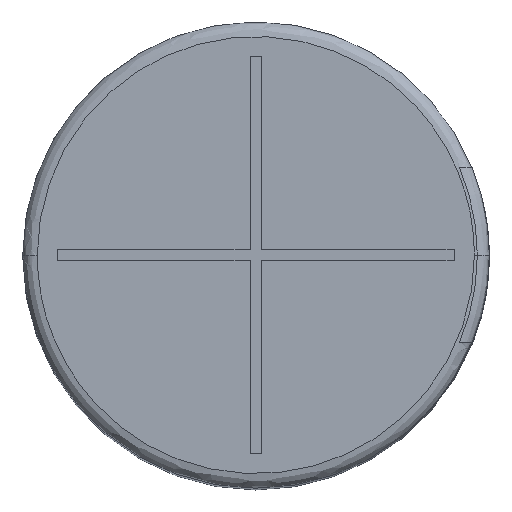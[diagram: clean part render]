
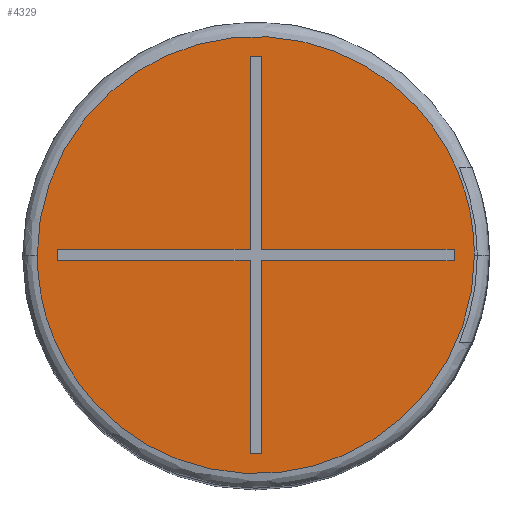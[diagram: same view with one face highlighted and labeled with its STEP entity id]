
A CAD part, top view. The second image highlights one B-rep face of the part: STEP entity #4329.
In plain terms, the highlighted planar face has unit normal (0, 0, 1).
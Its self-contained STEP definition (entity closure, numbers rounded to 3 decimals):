
#5 = LINE ( 'NONE', #1372, #2297 ) ;
#36 = CARTESIAN_POINT ( 'NONE',  ( 0., 0., 35.5 ) ) ;
#79 = ORIENTED_EDGE ( 'NONE', *, *, #1395, .F. ) ;
#217 = CARTESIAN_POINT ( 'NONE',  ( 7.5, -15., 35.5 ) ) ;
#283 = LINE ( 'NONE', #564, #4052 ) ;
#295 = FACE_BOUND ( 'NONE', #390, .T. ) ;
#296 = ORIENTED_EDGE ( 'NONE', *, *, #3593, .F. ) ;
#306 = VERTEX_POINT ( 'NONE', #1428 ) ;
#346 = EDGE_CURVE ( 'NONE', #1017, #2813, #663, .T. ) ;
#390 = EDGE_LOOP ( 'NONE', ( #296, #1848, #2370, #2068, #3427, #3068, #2803, #3805, #4156, #3442, #2001, #79 ) ) ;
#500 = VECTOR ( 'NONE', #3256, 1000. ) ;
#564 = CARTESIAN_POINT ( 'NONE',  ( 0., -0.2, 35.5 ) ) ;
#613 = CARTESIAN_POINT ( 'NONE',  ( 6.8, 0., 35.5 ) ) ;
#663 = LINE ( 'NONE', #3011, #866 ) ;
#698 = CARTESIAN_POINT ( 'NONE',  ( -0.2, 0., 35.5 ) ) ;
#810 = CARTESIAN_POINT ( 'NONE',  ( 0.2, 6.8, 35.5 ) ) ;
#828 = VERTEX_POINT ( 'NONE', #2320 ) ;
#840 = VERTEX_POINT ( 'NONE', #964 ) ;
#849 = DIRECTION ( 'NONE',  ( 0., -1., 0. ) ) ;
#866 = VECTOR ( 'NONE', #3712, 1000. ) ;
#964 = CARTESIAN_POINT ( 'NONE',  ( -6.8, 0.2, 35.5 ) ) ;
#980 = LINE ( 'NONE', #2075, #1033 ) ;
#986 = CARTESIAN_POINT ( 'NONE',  ( -7.5, 15., 35.5 ) ) ;
#1017 = VERTEX_POINT ( 'NONE', #810 ) ;
#1033 = VECTOR ( 'NONE', #3735, 1000. ) ;
#1247 = CARTESIAN_POINT ( 'NONE',  ( -7.5, 0., 35.5 ) ) ;
#1266 = CARTESIAN_POINT ( 'NONE',  ( 7.5, 0., 35.5 ) ) ;
#1300 = VECTOR ( 'NONE', #3439, 1000. ) ;
#1310 = EDGE_CURVE ( 'NONE', #1916, #306, #3522, .T. ) ;
#1327 = CARTESIAN_POINT ( 'NONE',  ( -7.5, -15., 35.5 ) ) ;
#1372 = CARTESIAN_POINT ( 'NONE',  ( -6.8, 0., 35.5 ) ) ;
#1395 = EDGE_CURVE ( 'NONE', #3799, #2455, #2577, .T. ) ;
#1399 = CARTESIAN_POINT ( 'NONE',  ( 0.2, -0.2, 35.5 ) ) ;
#1400 = DIRECTION ( 'NONE',  ( 0., 1., 0. ) ) ;
#1420 = EDGE_CURVE ( 'NONE', #3853, #4154, #1985, .T. ) ;
#1428 = CARTESIAN_POINT ( 'NONE',  ( -7.5, 0., 35.5 ) ) ;
#1513 = LINE ( 'NONE', #2893, #1518 ) ;
#1516 = VERTEX_POINT ( 'NONE', #1399 ) ;
#1518 = VECTOR ( 'NONE', #1595, 1000. ) ;
#1540 = CARTESIAN_POINT ( 'NONE',  ( -0.2, -0.2, 35.5 ) ) ;
#1574 = LINE ( 'NONE', #2933, #3845 ) ;
#1595 = DIRECTION ( 'NONE',  ( 1., 0., 0. ) ) ;
#1611 = CARTESIAN_POINT ( 'NONE',  ( 6.8, 0.2, 35.5 ) ) ;
#1628 = CARTESIAN_POINT ( 'NONE',  ( -7.5, 0., 35.5 ) ) ;
#1640 = CARTESIAN_POINT ( 'NONE',  ( 0., -0.2, 35.5 ) ) ;
#1643 = CARTESIAN_POINT ( 'NONE',  ( 0.2, 0.2, 35.5 ) ) ;
#1659 = DIRECTION ( 'NONE',  ( 0., 1., 0. ) ) ;
#1785 = CARTESIAN_POINT ( 'NONE',  ( -0.2, 0.2, 35.5 ) ) ;
#1806 = VECTOR ( 'NONE', #2446, 1000. ) ;
#1848 = ORIENTED_EDGE ( 'NONE', *, *, #2197, .F. ) ;
#1850 = CARTESIAN_POINT ( 'NONE',  ( -0.2, -6.8, 35.5 ) ) ;
#1883 = EDGE_CURVE ( 'NONE', #2455, #3129, #3505, .T. ) ;
#1908 = VERTEX_POINT ( 'NONE', #1850 ) ;
#1916 = VERTEX_POINT ( 'NONE', #3779 ) ;
#1921 = CARTESIAN_POINT ( 'NONE',  ( 7.5, 0., 35.5 ) ) ;
#1985 = LINE ( 'NONE', #1640, #500 ) ;
#1998 = EDGE_CURVE ( 'NONE', #1908, #828, #1513, .T. ) ;
#1999 = EDGE_CURVE ( 'NONE', #4154, #1908, #1574, .T. ) ;
#2001 = ORIENTED_EDGE ( 'NONE', *, *, #1883, .F. ) ;
#2021 = LINE ( 'NONE', #698, #3208 ) ;
#2068 = ORIENTED_EDGE ( 'NONE', *, *, #1999, .F. ) ;
#2075 = CARTESIAN_POINT ( 'NONE',  ( 0., 0.2, 35.5 ) ) ;
#2126 = CARTESIAN_POINT ( 'NONE',  ( 6.8, -0.2, 35.5 ) ) ;
#2197 = EDGE_CURVE ( 'NONE', #828, #1516, #2751, .T. ) ;
#2247 = DIRECTION ( 'NONE',  ( 0., 1., 0. ) ) ;
#2297 = VECTOR ( 'NONE', #2700, 1000. ) ;
#2320 = CARTESIAN_POINT ( 'NONE',  ( 0.2, -6.8, 35.5 ) ) ;
#2357 = VECTOR ( 'NONE', #1659, 1000. ) ;
#2370 = ORIENTED_EDGE ( 'NONE', *, *, #1998, .F. ) ;
#2376 = EDGE_LOOP ( 'NONE', ( #2716, #2448 ) ) ;
#2407 = CARTESIAN_POINT ( 'NONE',  ( -0.2, 6.8, 35.5 ) ) ;
#2446 = DIRECTION ( 'NONE',  ( 0., 1., 0. ) ) ;
#2448 = ORIENTED_EDGE ( 'NONE', *, *, #3592, .F. ) ;
#2455 = VERTEX_POINT ( 'NONE', #1611 ) ;
#2512 = AXIS2_PLACEMENT_3D ( 'NONE', #36, #3029, #1400 ) ;
#2577 = LINE ( 'NONE', #613, #3455 ) ;
#2674 = DIRECTION ( 'NONE',  ( 0., -1., 0. ) ) ;
#2700 = DIRECTION ( 'NONE',  ( 0., -1., 0. ) ) ;
#2716 = ORIENTED_EDGE ( 'NONE', *, *, #1310, .F. ) ;
#2723 = LINE ( 'NONE', #3384, #2357 ) ;
#2751 = LINE ( 'NONE', #3456, #1806 ) ;
#2803 = ORIENTED_EDGE ( 'NONE', *, *, #3971, .F. ) ;
#2809 = CARTESIAN_POINT ( 'NONE',  ( 0., 0.2, 35.5 ) ) ;
#2813 = VERTEX_POINT ( 'NONE', #2407 ) ;
#2893 = CARTESIAN_POINT ( 'NONE',  ( 0., -6.8, 35.5 ) ) ;
#2933 = CARTESIAN_POINT ( 'NONE',  ( -0.2, 0., 35.5 ) ) ;
#3011 = CARTESIAN_POINT ( 'NONE',  ( 0., 6.8, 35.5 ) ) ;
#3029 = DIRECTION ( 'NONE',  ( 0., 0., -1. ) ) ;
#3053 = PLANE ( 'NONE',  #2512 ) ;
#3068 = ORIENTED_EDGE ( 'NONE', *, *, #4278, .F. ) ;
#3129 = VERTEX_POINT ( 'NONE', #1643 ) ;
#3208 = VECTOR ( 'NONE', #2674, 1000. ) ;
#3256 = DIRECTION ( 'NONE',  ( 1., 0., 0. ) ) ;
#3304 = CARTESIAN_POINT ( 'NONE',  ( 7.5, 15., 35.5 ) ) ;
#3363 = FACE_OUTER_BOUND ( 'NONE', #2376, .T. ) ;
#3384 = CARTESIAN_POINT ( 'NONE',  ( 0.2, 0., 35.5 ) ) ;
#3427 = ORIENTED_EDGE ( 'NONE', *, *, #1420, .F. ) ;
#3439 = DIRECTION ( 'NONE',  ( -1., 0., 0. ) ) ;
#3442 = ORIENTED_EDGE ( 'NONE', *, *, #3514, .F. ) ;
#3453 = EDGE_CURVE ( 'NONE', #2813, #4122, #2021, .T. ) ;
#3455 = VECTOR ( 'NONE', #2247, 1000. ) ;
#3456 = CARTESIAN_POINT ( 'NONE',  ( 0.2, 0., 35.5 ) ) ;
#3505 = LINE ( 'NONE', #2809, #1300 ) ;
#3514 = EDGE_CURVE ( 'NONE', #3129, #1017, #2723, .T. ) ;
#3522 =( BOUNDED_CURVE ( )  B_SPLINE_CURVE ( 3, ( #1266, #217, #1327, #1247 ),
 .UNSPECIFIED., .F., .T. ) 
 B_SPLINE_CURVE_WITH_KNOTS ( ( 4, 4 ),
 ( 0., 0.5 ),
 .UNSPECIFIED. ) 
 CURVE ( )  GEOMETRIC_REPRESENTATION_ITEM ( )  RATIONAL_B_SPLINE_CURVE ( ( 1., 0.333, 0.333, 1. ) ) 
 REPRESENTATION_ITEM ( '' )  );
#3581 = CARTESIAN_POINT ( 'NONE',  ( -6.8, -0.2, 35.5 ) ) ;
#3592 = EDGE_CURVE ( 'NONE', #306, #1916, #3980, .T. ) ;
#3593 = EDGE_CURVE ( 'NONE', #1516, #3799, #283, .T. ) ;
#3712 = DIRECTION ( 'NONE',  ( -1., 0., 0. ) ) ;
#3735 = DIRECTION ( 'NONE',  ( -1., 0., 0. ) ) ;
#3779 = CARTESIAN_POINT ( 'NONE',  ( 7.5, 0., 35.5 ) ) ;
#3799 = VERTEX_POINT ( 'NONE', #2126 ) ;
#3805 = ORIENTED_EDGE ( 'NONE', *, *, #3453, .F. ) ;
#3845 = VECTOR ( 'NONE', #849, 1000. ) ;
#3853 = VERTEX_POINT ( 'NONE', #3581 ) ;
#3971 = EDGE_CURVE ( 'NONE', #4122, #840, #980, .T. ) ;
#3980 =( BOUNDED_CURVE ( )  B_SPLINE_CURVE ( 3, ( #1628, #986, #3304, #1921 ),
 .UNSPECIFIED., .F., .T. ) 
 B_SPLINE_CURVE_WITH_KNOTS ( ( 4, 4 ),
 ( 0.5, 1. ),
 .UNSPECIFIED. ) 
 CURVE ( )  GEOMETRIC_REPRESENTATION_ITEM ( )  RATIONAL_B_SPLINE_CURVE ( ( 1., 0.333, 0.333, 1. ) ) 
 REPRESENTATION_ITEM ( '' )  );
#4052 = VECTOR ( 'NONE', #4344, 1000. ) ;
#4122 = VERTEX_POINT ( 'NONE', #1785 ) ;
#4154 = VERTEX_POINT ( 'NONE', #1540 ) ;
#4156 = ORIENTED_EDGE ( 'NONE', *, *, #346, .F. ) ;
#4278 = EDGE_CURVE ( 'NONE', #840, #3853, #5, .T. ) ;
#4329 = ADVANCED_FACE ( 'NONE', ( #295, #3363 ), #3053, .F. ) ;
#4344 = DIRECTION ( 'NONE',  ( 1., 0., 0. ) ) ;
